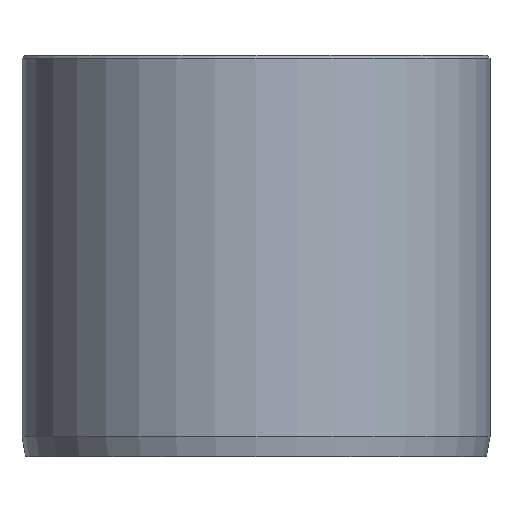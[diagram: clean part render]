
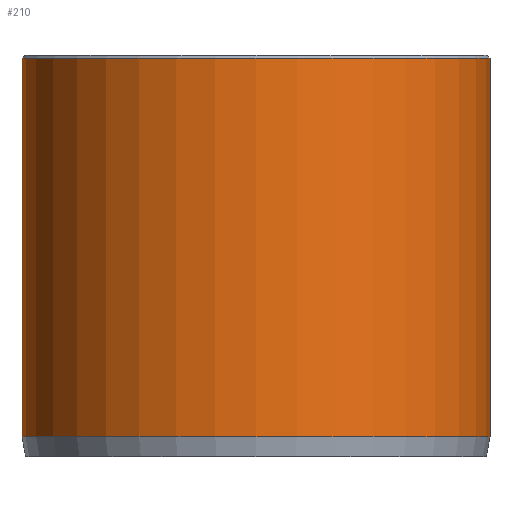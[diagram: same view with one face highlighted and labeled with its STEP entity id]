
A CAD part, front view. The second image highlights one B-rep face of the part: STEP entity #210.
In plain terms, the highlighted cylindrical face has radius 17.5 mm (diameter 35 mm), a partial arc.
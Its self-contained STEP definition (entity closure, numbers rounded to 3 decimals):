
#103 = EDGE_CURVE ( 'NONE', #448, #182, #566, .T. ) ;
#182 = VERTEX_POINT ( 'NONE', #476 ) ;
#189 = ORIENTED_EDGE ( 'NONE', *, *, #382, .T. ) ;
#198 = DIRECTION ( 'NONE',  ( 0., 0., -1. ) ) ;
#210 = ADVANCED_FACE ( 'NONE', ( #825 ), #480, .T. ) ;
#235 = VECTOR ( 'NONE', #198, 1000. ) ;
#292 = EDGE_CURVE ( 'NONE', #448, #447, #698, .T. ) ;
#298 = CARTESIAN_POINT ( 'NONE',  ( 17.5, 0., 29.8 ) ) ;
#350 = ORIENTED_EDGE ( 'NONE', *, *, #103, .T. ) ;
#360 = LINE ( 'NONE', #1148, #621 ) ;
#382 = EDGE_CURVE ( 'NONE', #701, #447, #641, .T. ) ;
#401 = DIRECTION ( 'NONE',  ( 1., 0., 0. ) ) ;
#415 = AXIS2_PLACEMENT_3D ( 'NONE', #823, #732, #917 ) ;
#447 = VERTEX_POINT ( 'NONE', #1053 ) ;
#448 = VERTEX_POINT ( 'NONE', #298 ) ;
#476 = CARTESIAN_POINT ( 'NONE',  ( -17.5, 0., 29.8 ) ) ;
#480 = CYLINDRICAL_SURFACE ( 'NONE', #415, 17.5 ) ;
#509 = DIRECTION ( 'NONE',  ( 0., 0., 1. ) ) ;
#566 = CIRCLE ( 'NONE', #1101, 17.5 ) ;
#598 = CARTESIAN_POINT ( 'NONE',  ( 0., 0., 1.5 ) ) ;
#621 = VECTOR ( 'NONE', #1253, 1000. ) ;
#640 = EDGE_CURVE ( 'NONE', #182, #701, #360, .T. ) ;
#641 = CIRCLE ( 'NONE', #749, 17.5 ) ;
#698 = LINE ( 'NONE', #1097, #235 ) ;
#701 = VERTEX_POINT ( 'NONE', #833 ) ;
#732 = DIRECTION ( 'NONE',  ( 0., 0., -1. ) ) ;
#749 = AXIS2_PLACEMENT_3D ( 'NONE', #598, #509, #401 ) ;
#823 = CARTESIAN_POINT ( 'NONE',  ( 0., 0., 30. ) ) ;
#825 = FACE_OUTER_BOUND ( 'NONE', #878, .T. ) ;
#833 = CARTESIAN_POINT ( 'NONE',  ( -17.5, 0., 1.5 ) ) ;
#854 = ORIENTED_EDGE ( 'NONE', *, *, #292, .F. ) ;
#878 = EDGE_LOOP ( 'NONE', ( #854, #350, #890, #189 ) ) ;
#890 = ORIENTED_EDGE ( 'NONE', *, *, #640, .T. ) ;
#917 = DIRECTION ( 'NONE',  ( -1., 0., 0. ) ) ;
#1053 = CARTESIAN_POINT ( 'NONE',  ( 17.5, 0., 1.5 ) ) ;
#1097 = CARTESIAN_POINT ( 'NONE',  ( 17.5, 0., 30. ) ) ;
#1101 = AXIS2_PLACEMENT_3D ( 'NONE', #1273, #1183, #1177 ) ;
#1148 = CARTESIAN_POINT ( 'NONE',  ( -17.5, 0., 30. ) ) ;
#1177 = DIRECTION ( 'NONE',  ( 1., 0., 0. ) ) ;
#1183 = DIRECTION ( 'NONE',  ( 0., 0., -1. ) ) ;
#1253 = DIRECTION ( 'NONE',  ( 0., 0., -1. ) ) ;
#1273 = CARTESIAN_POINT ( 'NONE',  ( 0., 0., 29.8 ) ) ;
